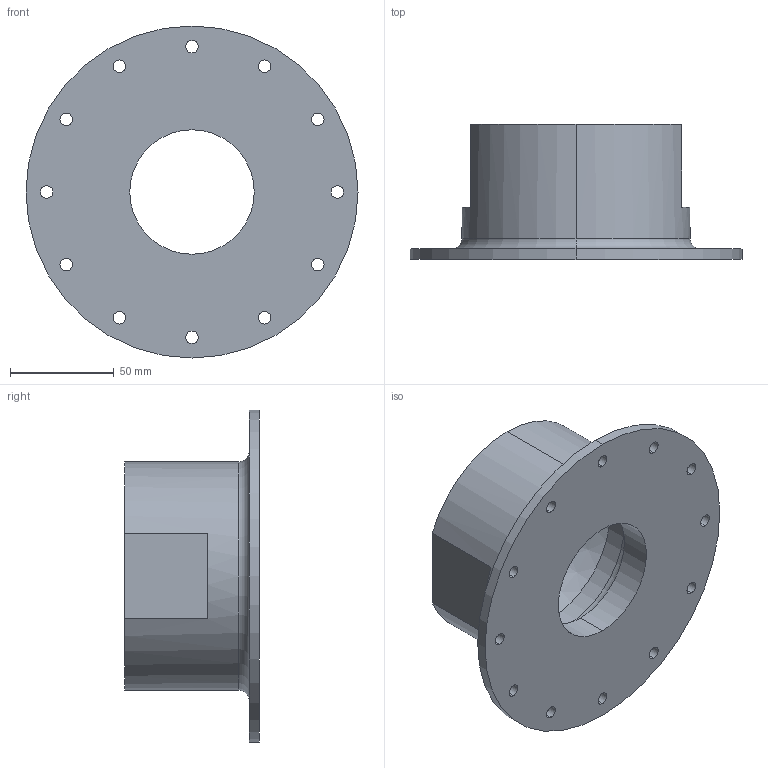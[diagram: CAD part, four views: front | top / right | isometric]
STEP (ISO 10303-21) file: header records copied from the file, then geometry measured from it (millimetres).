
FILE_DESCRIPTION (( 'STEP AP214' ), '1' );
FILE_NAME ('test_part4.STEP', '2023-10-10T12:52:52', ( '' ), ( '' ), 'SwSTEP 2.0', 'SolidWorks 2022', '' );
FILE_SCHEMA (( 'AUTOMOTIVE_DESIGN' ));
Length unit declared in the file: millimetre
Products named in the file (1): test_part4
Bounding box: 160 x 65 x 160 mm (x, y, z)
Volume: 406937.4 mm3; surface area: 73883.1 mm2
Topology: 1 solids, 1 shells, 50 faces, 128 edges, 82 vertices
Faces by surface type: cylinder 36, plane 8, torus 4, cone 2
Entity records: 1640 total; most frequent: DIRECTION 312, CARTESIAN_POINT 261, ORIENTED_EDGE 256, AXIS2_PLACEMENT_3D 133, EDGE_CURVE 128, CIRCLE 82, VERTEX_POINT 82, EDGE_LOOP 78
